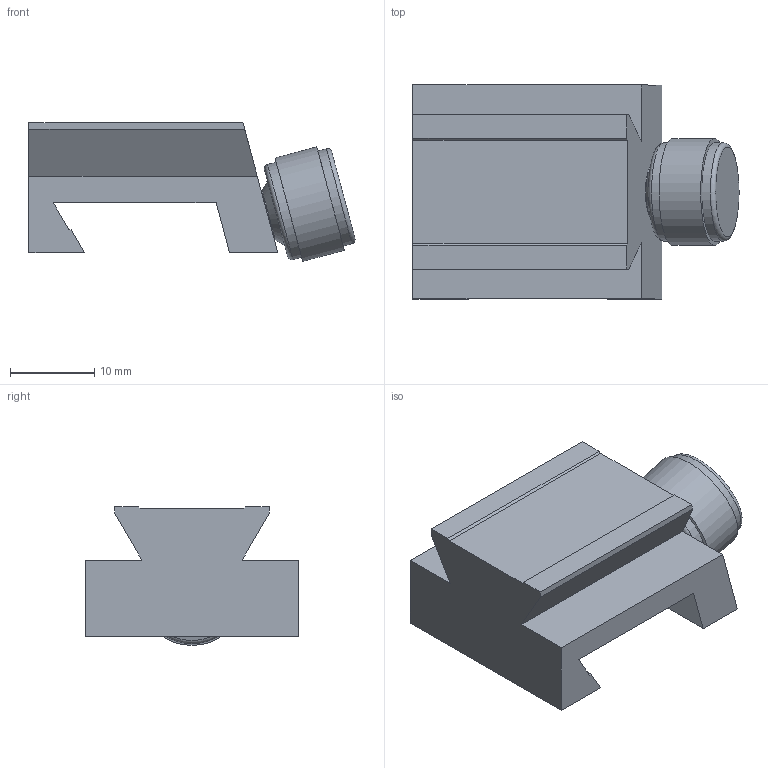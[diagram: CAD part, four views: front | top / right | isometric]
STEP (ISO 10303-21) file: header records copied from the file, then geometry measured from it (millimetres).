
FILE_DESCRIPTION((''),'2;1');
FILE_NAME('rc-d.stp','2009-04-29T08:28:44',('JC'),(''),'Autodesk Inventor 11','Autodesk Inventor 11','');
FILE_SCHEMA(('AUTOMOTIVE_DESIGN { 1 0 10303 214 1 1 1 1 }'));
Length unit declared in the file: inch
Products named in the file (1): rc-d1
Bounding box: 38.72 x 25.4 x 16.47 mm (x, y, z)
Volume: 7326.9 mm3; surface area: 3831.4 mm2
Topology: 1 solids, 1 shells, 33 faces, 79 edges, 52 vertices
Faces by surface type: plane 26, cylinder 4, torus 2, cone 1
Full cylindrical faces by diameter (mm): 6.089 x1, 11.684 x2, 12.7 x1
Entity records: 929 total; most frequent: CARTESIAN_POINT 156, DIRECTION 150, ORIENTED_EDGE 142, EDGE_CURVE 71, VECTOR 60, LINE 60, VERTEX_POINT 51, AXIS2_PLACEMENT_3D 45
